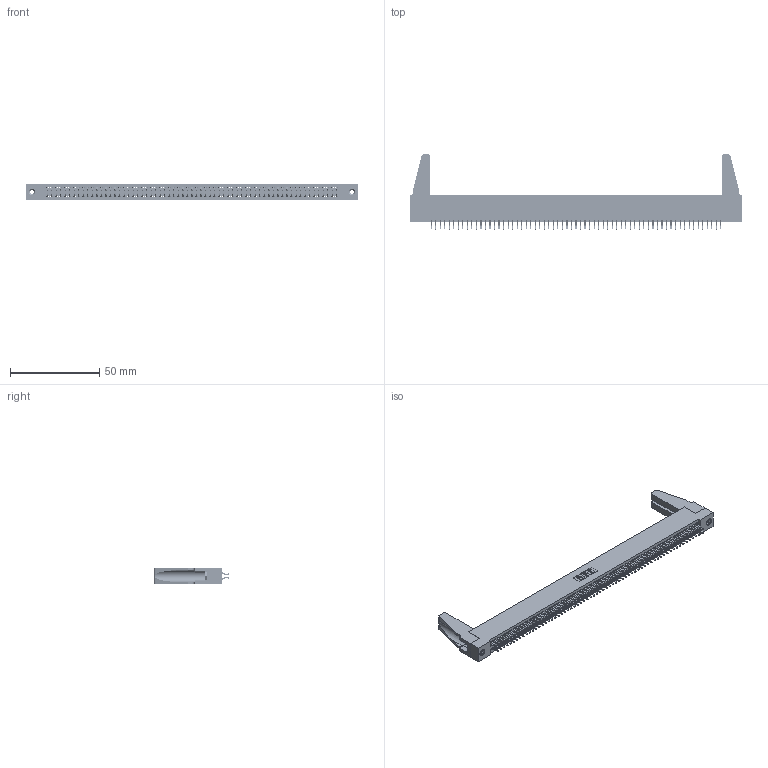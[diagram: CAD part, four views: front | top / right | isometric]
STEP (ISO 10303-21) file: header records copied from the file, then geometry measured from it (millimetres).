
FILE_DESCRIPTION (( 'STEP AP203' ), '1' );
FILE_NAME ('345-130-556-288.STEP', '2019-11-07T15:55:20', ( '' ), ( '' ), 'SwSTEP 2.0', 'SolidWorks 2016', '' );
FILE_SCHEMA (( 'CONFIG_CONTROL_DESIGN' ));
Length unit declared in the file: inch
Products named in the file (5): 345-250-001_345-250-001-102; 345-220-078_345-220-088; 345-292-001_556 Tail; 345 Part_Flush Mounting Lugs - 0.156 Dia-TH; 345-130-556-288
Assembly tree (135 placements, depth 2):
  345-130-556-288
    345 Part_Flush Mounting Lugs - 0.156 Dia-TH
    345-292-001_556 Tail  x130
    345-250-001_345-250-001-102  x2
    345-220-078_345-220-088  x2
Bounding box: 186.33 x 42.1 x 9.4 mm (x, y, z)
Volume: 21561.5 mm3; surface area: 30517.7 mm2
Topology: 135 solids, 135 shells, 7530 faces, 22365 edges, 14726 vertices
Faces by surface type: plane 4962, cylinder 2552, cone 12, torus 4
Entity records: 50272 total; most frequent: CARTESIAN_POINT 8414, ORIENTED_EDGE 8296, DIRECTION 7384, EDGE_CURVE 4148, LINE 3706, VECTOR 3706, VERTEX_POINT 2758, AXIS2_PLACEMENT_3D 1839
